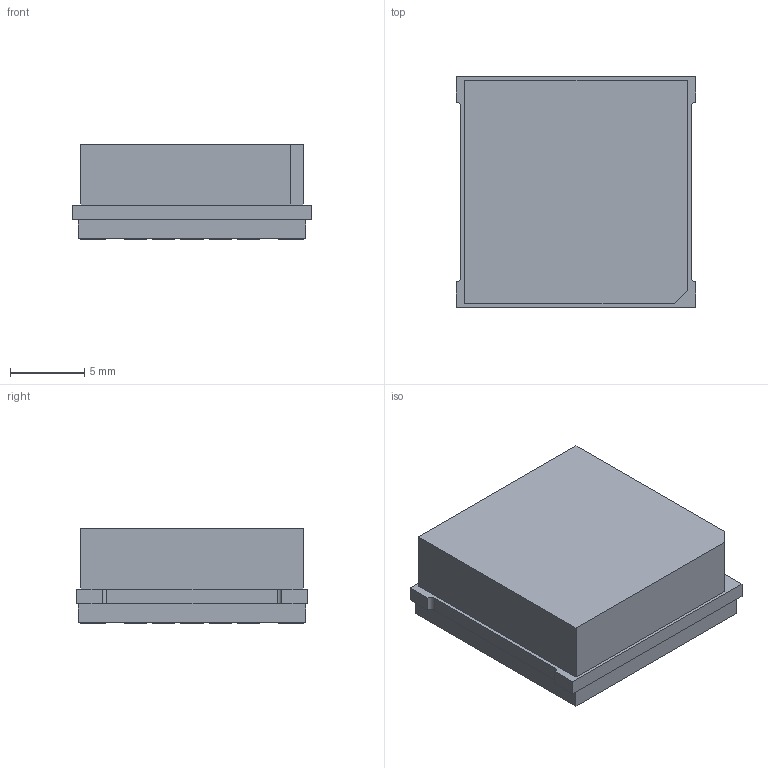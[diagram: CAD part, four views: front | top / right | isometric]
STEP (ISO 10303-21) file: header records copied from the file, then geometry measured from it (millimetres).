
FILE_DESCRIPTION(/* description */ (''),/* implementation_level */ '2;1');
FILE_NAME(/* name */ 'SAM-M10Q module.stp',/* time_stamp */ '2024-09-26T18:01:42-05:00',/* author */ (''),/* organization */ (''),/* preprocessor_version */ 'ST-DEVELOPER v19.4',/* originating_system */ 'SIEMENS PLM Software NX2306.1700',/* authorisation */ '');
FILE_SCHEMA (('AUTOMOTIVE_DESIGN { 1 0 10303 214 3 1 1 1 }'));
Length unit declared in the file: inch
Products named in the file (1): SAM-M10Q module
Bounding box: 16.1 x 15.5 x 6.35 mm (x, y, z)
Volume: 1294.2 mm3; surface area: 925.8 mm2
Topology: 1 solids, 1 shells, 134 faces, 327 edges, 218 vertices
Faces by surface type: plane 126, cylinder 8
Entity records: 4742 total; most frequent: CARTESIAN_POINT 680, ORIENTED_EDGE 654, DIRECTION 613, EDGE_CURVE 327, LINE 311, VECTOR 311, VERTEX_POINT 218, EDGE_LOOP 157
